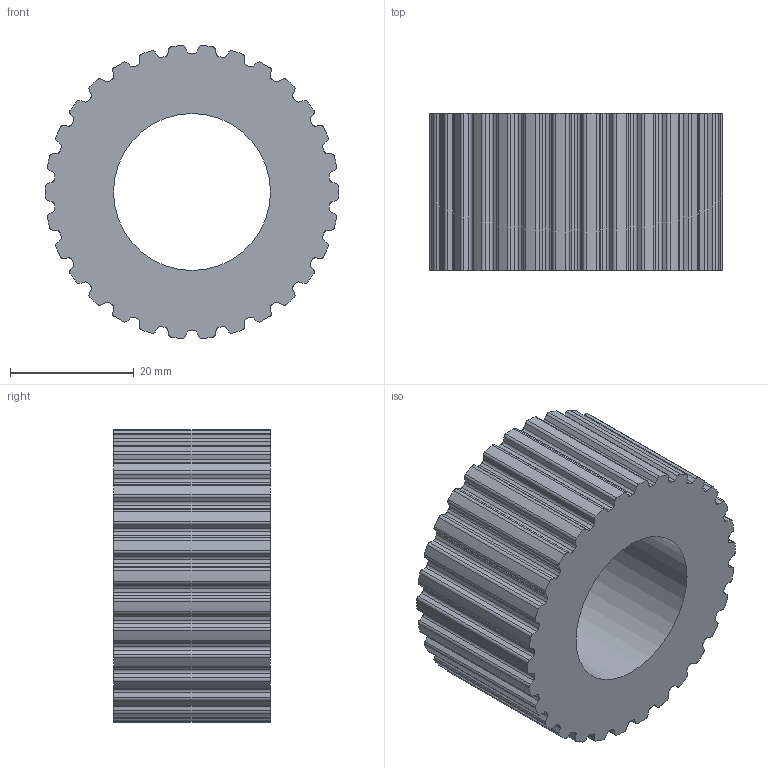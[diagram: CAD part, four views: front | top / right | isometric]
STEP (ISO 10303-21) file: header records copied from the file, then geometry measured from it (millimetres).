
FILE_DESCRIPTION(/* description */ (''),/* implementation_level */ '2;1');
FILE_NAME(/* name */ 'Parameterized XL Timing Pulley (30 Tooth Fixed Set Model).step',/* time_stamp */ '2023-01-19T07:35:31-05:00',/* author */ (''),/* organization */ (''),/* preprocessor_version */ 'ST-DEVELOPER v19.2',/* originating_system */ 'Autodesk Translation Framework v11.17.0.187',/* authorisation */ '');
FILE_SCHEMA (('AUTOMOTIVE_DESIGN { 1 0 10303 214 3 1 1 }'));
Length unit declared in the file: inch
Products named in the file (1): XL Timing Pulley CAD
Bounding box: 47.49 x 25.4 x 47.38 mm (x, y, z)
Volume: 30090.6 mm3; surface area: 9273.6 mm2
Topology: 1 solids, 1 shells, 243 faces, 723 edges, 482 vertices
Faces by surface type: cylinder 181, plane 62
Full cylindrical faces by diameter (mm): 25.4 x1
Entity records: 8378 total; most frequent: DIRECTION 1573, CARTESIAN_POINT 1449, ORIENTED_EDGE 1446, EDGE_CURVE 723, AXIS2_PLACEMENT_3D 606, VERTEX_POINT 482, CIRCLE 362, LINE 361
